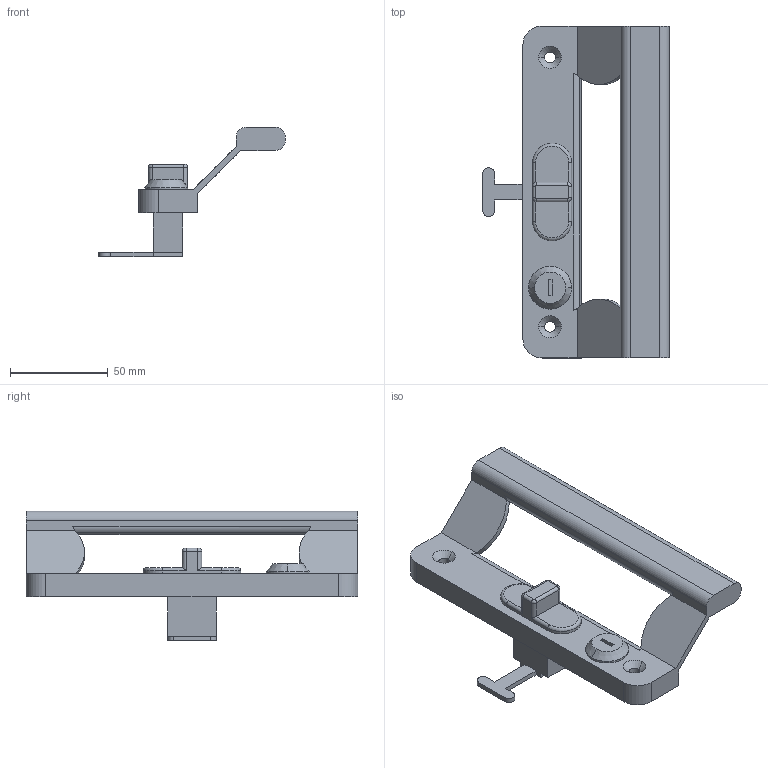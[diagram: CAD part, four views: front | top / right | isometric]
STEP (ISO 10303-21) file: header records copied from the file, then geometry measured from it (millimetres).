
FILE_DESCRIPTION (( 'STEP AP214' ), '1' );
FILE_NAME ('Çàìîê äëÿ ðàçäâèæíîé äâåðè (â ñáîðå).STEP', '2025-08-15T09:11:27', ( '' ), ( '' ), 'SwSTEP 2.0', 'SolidWorks 2021', '' );
FILE_SCHEMA (( 'AUTOMOTIVE_DESIGN' ));
Length unit declared in the file: millimetre
Products named in the file (1): Çàìîê äëÿ ðàçäâèæíîé äâåðè (â ñáîðå)
Bounding box: 95.5 x 170 x 66.5 mm (x, y, z)
Volume: 127434.4 mm3; surface area: 35467 mm2
Topology: 3 solids, 3 shells, 88 faces, 231 edges, 148 vertices
Faces by surface type: plane 43, cylinder 33, cone 6, torus 6
Entity records: 3845 total; most frequent: CARTESIAN_POINT 628, ORIENTED_EDGE 462, DIRECTION 455, EDGE_CURVE 231, AXIS2_PLACEMENT_3D 155, VERTEX_POINT 148, VECTOR 145, LINE 145
